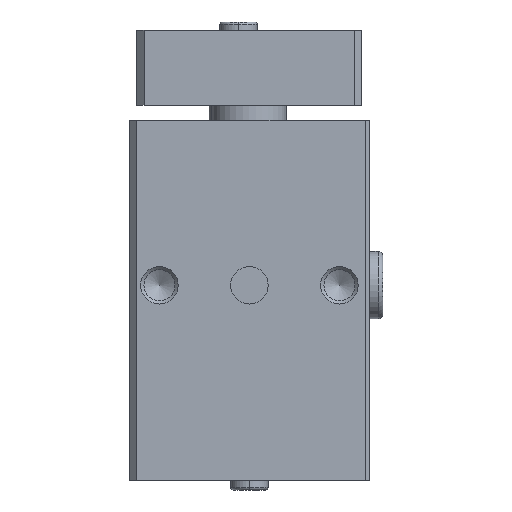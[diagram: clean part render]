
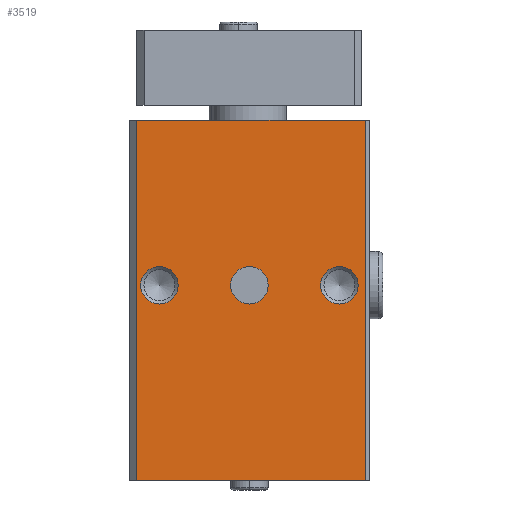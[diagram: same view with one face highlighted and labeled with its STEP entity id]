
A CAD part, left-side view. The second image highlights one B-rep face of the part: STEP entity #3519.
In plain terms, the highlighted face is planar.
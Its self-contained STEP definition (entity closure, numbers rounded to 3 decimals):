
#252=LINE('',#5556,#458);
#253=LINE('',#5559,#459);
#254=LINE('',#5561,#460);
#255=LINE('',#5563,#461);
#458=VECTOR('',#4349,1000.);
#459=VECTOR('',#4350,1000.);
#460=VECTOR('',#4351,1000.);
#461=VECTOR('',#4352,1000.);
#668=ORIENTED_EDGE('',*,*,#1610,.T.);
#669=ORIENTED_EDGE('',*,*,#1611,.T.);
#670=ORIENTED_EDGE('',*,*,#1612,.T.);
#671=ORIENTED_EDGE('',*,*,#1613,.F.);
#672=ORIENTED_EDGE('',*,*,#1614,.F.);
#673=ORIENTED_EDGE('',*,*,#1615,.T.);
#674=ORIENTED_EDGE('',*,*,#1616,.T.);
#1610=EDGE_CURVE('',#2081,#2081,#2430,.T.);
#1611=EDGE_CURVE('',#2082,#2082,#2431,.T.);
#1612=EDGE_CURVE('',#2083,#2083,#2432,.T.);
#1613=EDGE_CURVE('',#2084,#2085,#252,.T.);
#1614=EDGE_CURVE('',#2086,#2084,#253,.T.);
#1615=EDGE_CURVE('',#2086,#2087,#254,.T.);
#1616=EDGE_CURVE('',#2087,#2085,#255,.T.);
#2081=VERTEX_POINT('',#5551);
#2082=VERTEX_POINT('',#5553);
#2083=VERTEX_POINT('',#5555);
#2084=VERTEX_POINT('',#5557);
#2085=VERTEX_POINT('',#5558);
#2086=VERTEX_POINT('',#5560);
#2087=VERTEX_POINT('',#5562);
#2430=CIRCLE('',#3825,2.5);
#2431=CIRCLE('',#3826,2.5);
#2432=CIRCLE('',#3827,2.5);
#2678=EDGE_LOOP('',(#668));
#2679=EDGE_LOOP('',(#669));
#2680=EDGE_LOOP('',(#670));
#2681=EDGE_LOOP('',(#671,#672,#673,#674));
#3048=FACE_BOUND('',#2678,.T.);
#3049=FACE_BOUND('',#2679,.T.);
#3050=FACE_BOUND('',#2680,.T.);
#3051=FACE_BOUND('',#2681,.T.);
#3422=PLANE('',#3824);
#3519=ADVANCED_FACE('',(#3048,#3049,#3050,#3051),#3422,.T.);
#3824=AXIS2_PLACEMENT_3D('',#5549,#4341,#4342);
#3825=AXIS2_PLACEMENT_3D('',#5550,#4343,#4344);
#3826=AXIS2_PLACEMENT_3D('',#5552,#4345,#4346);
#3827=AXIS2_PLACEMENT_3D('',#5554,#4347,#4348);
#4341=DIRECTION('',(0.,0.,1.));
#4342=DIRECTION('',(1.,0.,0.));
#4343=DIRECTION('',(0.,0.,-1.));
#4344=DIRECTION('',(-1.,0.,0.));
#4345=DIRECTION('',(0.,0.,-1.));
#4346=DIRECTION('',(-1.,0.,0.));
#4347=DIRECTION('',(0.,0.,-1.));
#4348=DIRECTION('',(-1.,0.,0.));
#4349=DIRECTION('',(0.,-1.,0.));
#4350=DIRECTION('',(1.,0.,0.));
#4351=DIRECTION('',(0.,-1.,0.));
#4352=DIRECTION('',(1.,0.,0.));
#5549=CARTESIAN_POINT('',(-48.,14.6,33.5));
#5550=CARTESIAN_POINT('',(-22.,-1.45,33.5));
#5551=CARTESIAN_POINT('',(-24.5,-1.45,33.5));
#5552=CARTESIAN_POINT('',(-22.,10.55,33.5));
#5553=CARTESIAN_POINT('',(-24.5,10.55,33.5));
#5554=CARTESIAN_POINT('',(-22.,-13.45,33.5));
#5555=CARTESIAN_POINT('',(-24.5,-13.45,33.5));
#5556=CARTESIAN_POINT('',(0.,14.6,33.5));
#5557=CARTESIAN_POINT('',(0.,13.6,33.5));
#5558=CARTESIAN_POINT('',(0.,-16.9,33.5));
#5559=CARTESIAN_POINT('',(-48.,13.6,33.5));
#5560=CARTESIAN_POINT('',(-48.,13.6,33.5));
#5561=CARTESIAN_POINT('',(-48.,14.6,33.5));
#5562=CARTESIAN_POINT('',(-48.,-16.9,33.5));
#5563=CARTESIAN_POINT('',(-48.,-16.9,33.5));
